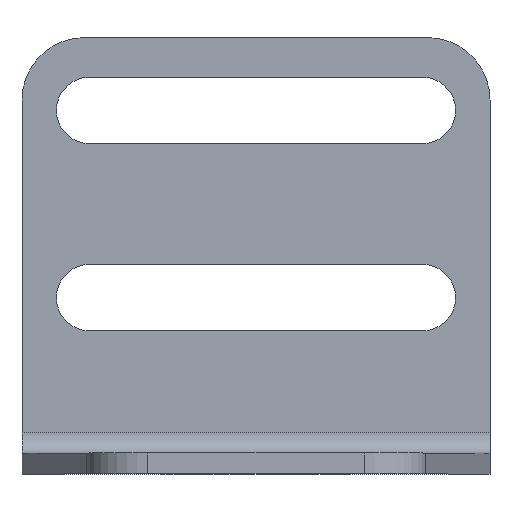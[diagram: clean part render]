
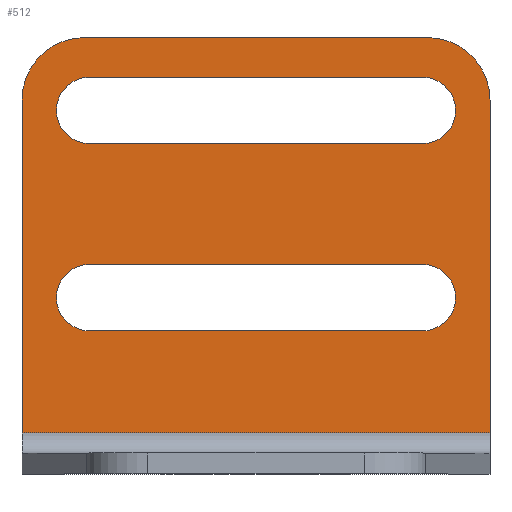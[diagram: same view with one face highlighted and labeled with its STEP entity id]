
A CAD part, top view. The second image highlights one B-rep face of the part: STEP entity #512.
In plain terms, the highlighted planar face has unit normal (0, 0, 1).
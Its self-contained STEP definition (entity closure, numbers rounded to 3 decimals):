
#43=CIRCLE('',#567,3.2);
#44=CIRCLE('',#568,3.2);
#45=CIRCLE('',#569,3.2);
#46=CIRCLE('',#570,3.2);
#47=CIRCLE('',#571,6.);
#48=CIRCLE('',#572,6.);
#101=ORIENTED_EDGE('',*,*,#238,.T.);
#102=ORIENTED_EDGE('',*,*,#239,.T.);
#103=ORIENTED_EDGE('',*,*,#240,.T.);
#104=ORIENTED_EDGE('',*,*,#241,.T.);
#105=ORIENTED_EDGE('',*,*,#242,.T.);
#106=ORIENTED_EDGE('',*,*,#243,.T.);
#107=ORIENTED_EDGE('',*,*,#244,.T.);
#108=ORIENTED_EDGE('',*,*,#245,.T.);
#109=ORIENTED_EDGE('',*,*,#246,.T.);
#110=ORIENTED_EDGE('',*,*,#247,.T.);
#111=ORIENTED_EDGE('',*,*,#221,.T.);
#112=ORIENTED_EDGE('',*,*,#248,.T.);
#113=ORIENTED_EDGE('',*,*,#249,.T.);
#114=ORIENTED_EDGE('',*,*,#250,.F.);
#221=EDGE_CURVE('',#287,#288,#333,.T.);
#238=EDGE_CURVE('',#303,#304,#43,.T.);
#239=EDGE_CURVE('',#304,#305,#344,.T.);
#240=EDGE_CURVE('',#305,#306,#44,.T.);
#241=EDGE_CURVE('',#306,#303,#345,.T.);
#242=EDGE_CURVE('',#307,#308,#45,.T.);
#243=EDGE_CURVE('',#308,#309,#346,.T.);
#244=EDGE_CURVE('',#309,#310,#46,.T.);
#245=EDGE_CURVE('',#310,#307,#347,.T.);
#246=EDGE_CURVE('',#311,#312,#348,.T.);
#247=EDGE_CURVE('',#312,#287,#47,.T.);
#248=EDGE_CURVE('',#288,#313,#48,.T.);
#249=EDGE_CURVE('',#313,#314,#349,.T.);
#250=EDGE_CURVE('',#311,#314,#350,.T.);
#287=VERTEX_POINT('',#802);
#288=VERTEX_POINT('',#803);
#303=VERTEX_POINT('',#837);
#304=VERTEX_POINT('',#838);
#305=VERTEX_POINT('',#840);
#306=VERTEX_POINT('',#842);
#307=VERTEX_POINT('',#845);
#308=VERTEX_POINT('',#846);
#309=VERTEX_POINT('',#848);
#310=VERTEX_POINT('',#850);
#311=VERTEX_POINT('',#853);
#312=VERTEX_POINT('',#854);
#313=VERTEX_POINT('',#857);
#314=VERTEX_POINT('',#859);
#333=LINE('',#801,#383);
#344=LINE('',#839,#394);
#345=LINE('',#843,#395);
#346=LINE('',#847,#396);
#347=LINE('',#851,#397);
#348=LINE('',#852,#398);
#349=LINE('',#858,#399);
#350=LINE('',#860,#400);
#383=VECTOR('',#642,1000.);
#394=VECTOR('',#671,1000.);
#395=VECTOR('',#674,1000.);
#396=VECTOR('',#677,1000.);
#397=VECTOR('',#680,1000.);
#398=VECTOR('',#681,1000.);
#399=VECTOR('',#686,1000.);
#400=VECTOR('',#687,1000.);
#426=EDGE_LOOP('',(#101,#102,#103,#104));
#427=EDGE_LOOP('',(#105,#106,#107,#108));
#428=EDGE_LOOP('',(#109,#110,#111,#112,#113,#114));
#462=FACE_BOUND('',#426,.T.);
#463=FACE_BOUND('',#427,.T.);
#464=FACE_BOUND('',#428,.T.);
#494=PLANE('',#566);
#512=ADVANCED_FACE('',(#462,#463,#464),#494,.T.);
#566=AXIS2_PLACEMENT_3D('',#835,#667,#668);
#567=AXIS2_PLACEMENT_3D('',#836,#669,#670);
#568=AXIS2_PLACEMENT_3D('',#841,#672,#673);
#569=AXIS2_PLACEMENT_3D('',#844,#675,#676);
#570=AXIS2_PLACEMENT_3D('',#849,#678,#679);
#571=AXIS2_PLACEMENT_3D('',#855,#682,#683);
#572=AXIS2_PLACEMENT_3D('',#856,#684,#685);
#642=DIRECTION('',(-1.,0.,0.));
#667=DIRECTION('',(0.,0.,1.));
#668=DIRECTION('',(1.,0.,0.));
#669=DIRECTION('',(0.,0.,-1.));
#670=DIRECTION('',(-1.,0.,0.));
#671=DIRECTION('',(-1.,0.,0.));
#672=DIRECTION('',(0.,0.,-1.));
#673=DIRECTION('',(1.,0.,0.));
#674=DIRECTION('',(1.,0.,0.));
#675=DIRECTION('',(0.,0.,-1.));
#676=DIRECTION('',(1.,0.,0.));
#677=DIRECTION('',(1.,0.,0.));
#678=DIRECTION('',(0.,0.,-1.));
#679=DIRECTION('',(-1.,0.,0.));
#680=DIRECTION('',(-1.,0.,0.));
#681=DIRECTION('',(0.,1.,0.));
#682=DIRECTION('',(0.,0.,1.));
#683=DIRECTION('',(1.,0.,0.));
#684=DIRECTION('',(0.,0.,1.));
#685=DIRECTION('',(1.,0.,0.));
#686=DIRECTION('',(0.,-1.,0.));
#687=DIRECTION('',(-1.,0.,0.));
#801=CARTESIAN_POINT('',(22.5,42.,2.));
#802=CARTESIAN_POINT('',(16.5,42.,2.));
#803=CARTESIAN_POINT('',(-16.5,42.,2.));
#835=CARTESIAN_POINT('',(0.,0.,2.));
#836=CARTESIAN_POINT('',(16.,35.,2.));
#837=CARTESIAN_POINT('',(16.,38.2,2.));
#838=CARTESIAN_POINT('',(16.,31.8,2.));
#839=CARTESIAN_POINT('',(16.,31.8,2.));
#840=CARTESIAN_POINT('',(-16.,31.8,2.));
#841=CARTESIAN_POINT('',(-16.,35.,2.));
#842=CARTESIAN_POINT('',(-16.,38.2,2.));
#843=CARTESIAN_POINT('',(-16.,38.2,2.));
#844=CARTESIAN_POINT('',(-16.,17.,2.));
#845=CARTESIAN_POINT('',(-16.,13.8,2.));
#846=CARTESIAN_POINT('',(-16.,20.2,2.));
#847=CARTESIAN_POINT('',(-16.,20.2,2.));
#848=CARTESIAN_POINT('',(16.,20.2,2.));
#849=CARTESIAN_POINT('',(16.,17.,2.));
#850=CARTESIAN_POINT('',(16.,13.8,2.));
#851=CARTESIAN_POINT('',(16.,13.8,2.));
#852=CARTESIAN_POINT('',(22.5,0.,2.));
#853=CARTESIAN_POINT('',(22.5,4.,2.));
#854=CARTESIAN_POINT('',(22.5,36.,2.));
#855=CARTESIAN_POINT('',(16.5,36.,2.));
#856=CARTESIAN_POINT('',(-16.5,36.,2.));
#857=CARTESIAN_POINT('',(-22.5,36.,2.));
#858=CARTESIAN_POINT('',(-22.5,48.,2.));
#859=CARTESIAN_POINT('',(-22.5,4.,2.));
#860=CARTESIAN_POINT('',(22.5,4.,2.));
